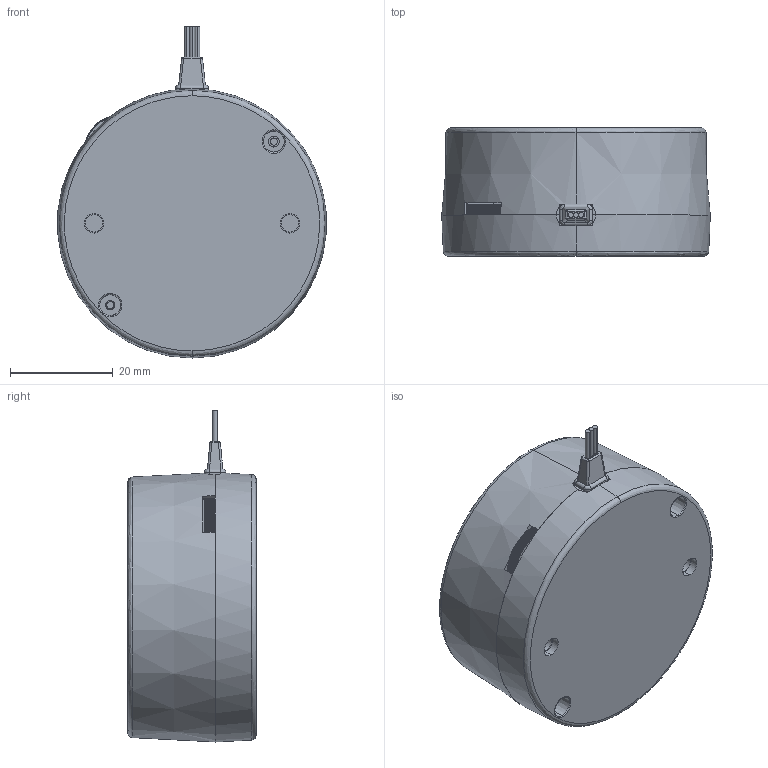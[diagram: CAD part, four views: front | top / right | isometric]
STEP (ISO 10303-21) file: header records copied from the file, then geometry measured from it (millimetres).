
FILE_DESCRIPTION (( 'STEP AP203' ), '1' );
FILE_NAME ('276-1504.STEP', '2012-05-04T18:19:24', ( '' ), ( '' ), 'SwSTEP 2.0', 'SolidWorks 2011', '' );
FILE_SCHEMA (( 'CONFIG_CONTROL_DESIGN' ));
Length unit declared in the file: inch
Products named in the file (11): 276-1504; v2___; EXISTING-WIRE-SUPPORT___; nut___; cloth___; PCB2___; EVA2___; speaker-40___; bottom cab2-276-1504-002___; cab2-276-1504-001___; nut-cover___
Assembly tree (12 placements, depth 2):
  276-1504
    cab2-276-1504-001___
    PCB2___
    nut-cover___  x2
    cloth___
    EVA2___
    speaker-40___
    nut___  x2
    v2___
    EXISTING-WIRE-SUPPORT___
    bottom cab2-276-1504-002___
Bounding box: 52.26 x 25 x 64.6 mm (x, y, z)
Volume: 22330.9 mm3; surface area: 31328.6 mm2
Topology: 14 solids, 14 shells, 1478 faces, 4099 edges, 2667 vertices
Faces by surface type: cylinder 705, plane 634, cone 93, bspline 41, sphere 5
Entity records: 48878 total; most frequent: CARTESIAN_POINT 9484, DIRECTION 8298, ORIENTED_EDGE 7976, EDGE_CURVE 3988, AXIS2_PLACEMENT_3D 2963, VERTEX_POINT 2605, VECTOR 2372, LINE 2372
